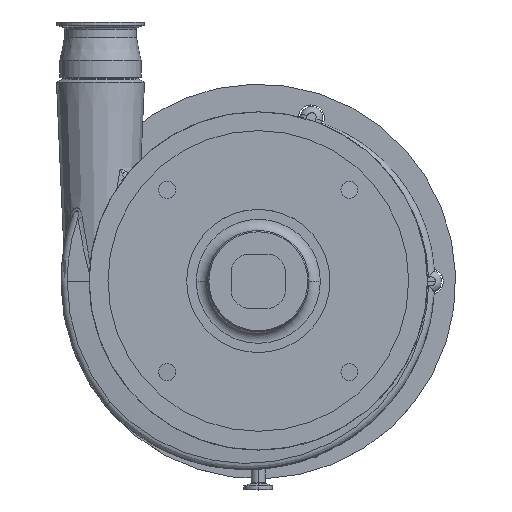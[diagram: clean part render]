
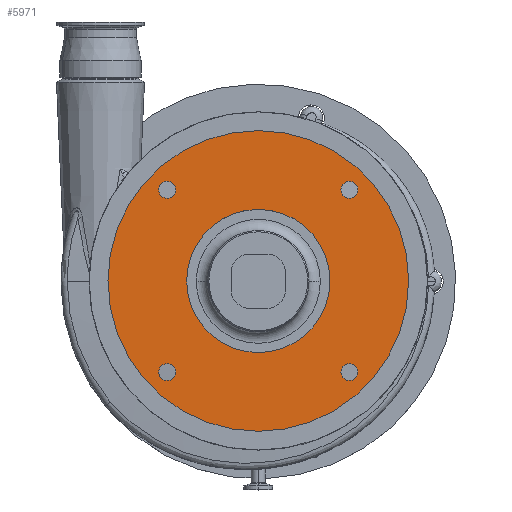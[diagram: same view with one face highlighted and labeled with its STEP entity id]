
A CAD part, top view. The second image highlights one B-rep face of the part: STEP entity #5971.
In plain terms, the highlighted planar face has unit normal (0, 0, 1).
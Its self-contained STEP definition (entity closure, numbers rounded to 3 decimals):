
#352 = ORIENTED_EDGE ( 'NONE', *, *, #6855, .T. ) ;
#432 = ORIENTED_EDGE ( 'NONE', *, *, #8643, .T. ) ;
#518 = DIRECTION ( 'NONE',  ( 1., 0., 0. ) ) ;
#646 = ORIENTED_EDGE ( 'NONE', *, *, #2965, .T. ) ;
#650 = DIRECTION ( 'NONE',  ( 0., 0., -1. ) ) ;
#684 = VERTEX_POINT ( 'NONE', #744 ) ;
#722 = VERTEX_POINT ( 'NONE', #10914 ) ;
#744 = CARTESIAN_POINT ( 'NONE',  ( 88.322, 80.822, 219.5 ) ) ;
#1264 = AXIS2_PLACEMENT_3D ( 'NONE', #4814, #12034, #8621 ) ;
#1516 = FACE_BOUND ( 'NONE', #11908, .T. ) ;
#1739 = DIRECTION ( 'NONE',  ( 0., 0., -1. ) ) ;
#2217 = CARTESIAN_POINT ( 'NONE',  ( -80.822, -80.822, 219.5 ) ) ;
#2517 = CARTESIAN_POINT ( 'NONE',  ( 0., 0., 219.5 ) ) ;
#2547 = CARTESIAN_POINT ( 'NONE',  ( -133.35, 0., 219.5 ) ) ;
#2749 = CARTESIAN_POINT ( 'NONE',  ( -88.322, -80.822, 219.5 ) ) ;
#2758 = FACE_BOUND ( 'NONE', #3332, .T. ) ;
#2861 = CIRCLE ( 'NONE', #11945, 7.5 ) ;
#2965 = EDGE_CURVE ( 'NONE', #684, #722, #13824, .T. ) ;
#3196 = CARTESIAN_POINT ( 'NONE',  ( 0., 0., 219.5 ) ) ;
#3274 = DIRECTION ( 'NONE',  ( 1., 0., 0. ) ) ;
#3277 = DIRECTION ( 'NONE',  ( 1., 0., 0. ) ) ;
#3289 = DIRECTION ( 'NONE',  ( 1., 0., 0. ) ) ;
#3332 = EDGE_LOOP ( 'NONE', ( #3432, #13100 ) ) ;
#3375 = ORIENTED_EDGE ( 'NONE', *, *, #9980, .T. ) ;
#3396 = CARTESIAN_POINT ( 'NONE',  ( -73.322, 80.822, 219.5 ) ) ;
#3406 = CARTESIAN_POINT ( 'NONE',  ( 73.322, -80.822, 219.5 ) ) ;
#3432 = ORIENTED_EDGE ( 'NONE', *, *, #8624, .T. ) ;
#3556 = CARTESIAN_POINT ( 'NONE',  ( 0., 0., 219.5 ) ) ;
#3613 = ORIENTED_EDGE ( 'NONE', *, *, #15451, .T. ) ;
#3649 = DIRECTION ( 'NONE',  ( 0., 0., 1. ) ) ;
#3711 = VERTEX_POINT ( 'NONE', #3396 ) ;
#3790 = VERTEX_POINT ( 'NONE', #2749 ) ;
#3894 = CARTESIAN_POINT ( 'NONE',  ( 80.822, -80.822, 219.5 ) ) ;
#3900 = AXIS2_PLACEMENT_3D ( 'NONE', #2517, #3649, #5123 ) ;
#3986 = FACE_BOUND ( 'NONE', #4751, .T. ) ;
#4088 = DIRECTION ( 'NONE',  ( 1., 0., 0. ) ) ;
#4218 = EDGE_CURVE ( 'NONE', #8987, #9009, #4237, .T. ) ;
#4237 = CIRCLE ( 'NONE', #6059, 63.5 ) ;
#4437 = CIRCLE ( 'NONE', #10647, 7.5 ) ;
#4506 = CARTESIAN_POINT ( 'NONE',  ( 88.322, -80.822, 219.5 ) ) ;
#4533 = DIRECTION ( 'NONE',  ( 0., 0., -1. ) ) ;
#4751 = EDGE_LOOP ( 'NONE', ( #432, #6602 ) ) ;
#4814 = CARTESIAN_POINT ( 'NONE',  ( 80.822, 80.822, 219.5 ) ) ;
#5123 = DIRECTION ( 'NONE',  ( 1., 0., 0. ) ) ;
#5199 = CIRCLE ( 'NONE', #14527, 133.35 ) ;
#5257 = AXIS2_PLACEMENT_3D ( 'NONE', #7713, #13793, #11349 ) ;
#5339 = DIRECTION ( 'NONE',  ( 0., 0., -1. ) ) ;
#5726 = VERTEX_POINT ( 'NONE', #4506 ) ;
#5856 = AXIS2_PLACEMENT_3D ( 'NONE', #11816, #8076, #3277 ) ;
#5951 = VERTEX_POINT ( 'NONE', #3406 ) ;
#5971 = ADVANCED_FACE ( 'NONE', ( #10880, #3986, #7412, #2758, #1516, #13663 ), #10142, .T. ) ;
#6059 = AXIS2_PLACEMENT_3D ( 'NONE', #9377, #5339, #14343 ) ;
#6602 = ORIENTED_EDGE ( 'NONE', *, *, #7389, .T. ) ;
#6695 = ORIENTED_EDGE ( 'NONE', *, *, #15155, .T. ) ;
#6855 = EDGE_CURVE ( 'NONE', #722, #684, #13995, .T. ) ;
#6888 = CARTESIAN_POINT ( 'NONE',  ( -80.822, 80.822, 219.5 ) ) ;
#6901 = VERTEX_POINT ( 'NONE', #7176 ) ;
#6976 = CARTESIAN_POINT ( 'NONE',  ( -80.822, 80.822, 219.5 ) ) ;
#7176 = CARTESIAN_POINT ( 'NONE',  ( -88.322, 80.822, 219.5 ) ) ;
#7194 = DIRECTION ( 'NONE',  ( 0., 0., -1. ) ) ;
#7389 = EDGE_CURVE ( 'NONE', #3790, #13640, #10626, .T. ) ;
#7412 = FACE_OUTER_BOUND ( 'NONE', #15147, .T. ) ;
#7418 = CIRCLE ( 'NONE', #5856, 133.35 ) ;
#7442 = EDGE_CURVE ( 'NONE', #10150, #15476, #5199, .T. ) ;
#7653 = DIRECTION ( 'NONE',  ( 1., 0., 0. ) ) ;
#7680 = CIRCLE ( 'NONE', #14936, 7.5 ) ;
#7713 = CARTESIAN_POINT ( 'NONE',  ( 80.822, 80.822, 219.5 ) ) ;
#8076 = DIRECTION ( 'NONE',  ( 0., 0., 1. ) ) ;
#8146 = DIRECTION ( 'NONE',  ( 1., 0., 0. ) ) ;
#8621 = DIRECTION ( 'NONE',  ( 1., 0., 0. ) ) ;
#8624 = EDGE_CURVE ( 'NONE', #5726, #5951, #4437, .T. ) ;
#8643 = EDGE_CURVE ( 'NONE', #13640, #3790, #2861, .T. ) ;
#8761 = EDGE_CURVE ( 'NONE', #9009, #8987, #13004, .T. ) ;
#8772 = CARTESIAN_POINT ( 'NONE',  ( 63.5, 0., 219.5 ) ) ;
#8987 = VERTEX_POINT ( 'NONE', #8772 ) ;
#9009 = VERTEX_POINT ( 'NONE', #15493 ) ;
#9127 = CIRCLE ( 'NONE', #14546, 7.5 ) ;
#9181 = EDGE_LOOP ( 'NONE', ( #15906, #9840 ) ) ;
#9368 = AXIS2_PLACEMENT_3D ( 'NONE', #3556, #11035, #8146 ) ;
#9377 = CARTESIAN_POINT ( 'NONE',  ( 0., 0., 219.5 ) ) ;
#9522 = DIRECTION ( 'NONE',  ( 1., 0., 0. ) ) ;
#9730 = DIRECTION ( 'NONE',  ( 1., 0., 0. ) ) ;
#9840 = ORIENTED_EDGE ( 'NONE', *, *, #4218, .T. ) ;
#9980 = EDGE_CURVE ( 'NONE', #3711, #6901, #9127, .T. ) ;
#10142 = PLANE ( 'NONE',  #3900 ) ;
#10150 = VERTEX_POINT ( 'NONE', #2547 ) ;
#10626 = CIRCLE ( 'NONE', #16080, 7.5 ) ;
#10647 = AXIS2_PLACEMENT_3D ( 'NONE', #11800, #650, #4088 ) ;
#10880 = FACE_BOUND ( 'NONE', #9181, .T. ) ;
#10914 = CARTESIAN_POINT ( 'NONE',  ( 73.322, 80.822, 219.5 ) ) ;
#10951 = DIRECTION ( 'NONE',  ( 0., 0., -1. ) ) ;
#11035 = DIRECTION ( 'NONE',  ( 0., 0., -1. ) ) ;
#11048 = EDGE_CURVE ( 'NONE', #5951, #5726, #11193, .T. ) ;
#11193 = CIRCLE ( 'NONE', #14315, 7.5 ) ;
#11349 = DIRECTION ( 'NONE',  ( 1., 0., 0. ) ) ;
#11716 = ORIENTED_EDGE ( 'NONE', *, *, #7442, .T. ) ;
#11800 = CARTESIAN_POINT ( 'NONE',  ( 80.822, -80.822, 219.5 ) ) ;
#11816 = CARTESIAN_POINT ( 'NONE',  ( 0., 0., 219.5 ) ) ;
#11908 = EDGE_LOOP ( 'NONE', ( #3375, #6695 ) ) ;
#11945 = AXIS2_PLACEMENT_3D ( 'NONE', #14775, #10951, #9730 ) ;
#12034 = DIRECTION ( 'NONE',  ( 0., 0., -1. ) ) ;
#13004 = CIRCLE ( 'NONE', #9368, 63.5 ) ;
#13037 = CARTESIAN_POINT ( 'NONE',  ( 133.35, 0., 219.5 ) ) ;
#13100 = ORIENTED_EDGE ( 'NONE', *, *, #11048, .T. ) ;
#13424 = CARTESIAN_POINT ( 'NONE',  ( -73.322, -80.822, 219.5 ) ) ;
#13640 = VERTEX_POINT ( 'NONE', #13424 ) ;
#13663 = FACE_BOUND ( 'NONE', #14317, .T. ) ;
#13732 = DIRECTION ( 'NONE',  ( 0., 0., -1. ) ) ;
#13793 = DIRECTION ( 'NONE',  ( 0., 0., -1. ) ) ;
#13824 = CIRCLE ( 'NONE', #5257, 7.5 ) ;
#13995 = CIRCLE ( 'NONE', #1264, 7.5 ) ;
#14315 = AXIS2_PLACEMENT_3D ( 'NONE', #3894, #13732, #7653 ) ;
#14317 = EDGE_LOOP ( 'NONE', ( #646, #352 ) ) ;
#14343 = DIRECTION ( 'NONE',  ( 1., 0., 0. ) ) ;
#14527 = AXIS2_PLACEMENT_3D ( 'NONE', #3196, #15867, #3274 ) ;
#14546 = AXIS2_PLACEMENT_3D ( 'NONE', #6888, #1739, #3289 ) ;
#14775 = CARTESIAN_POINT ( 'NONE',  ( -80.822, -80.822, 219.5 ) ) ;
#14936 = AXIS2_PLACEMENT_3D ( 'NONE', #6976, #4533, #518 ) ;
#15147 = EDGE_LOOP ( 'NONE', ( #3613, #11716 ) ) ;
#15155 = EDGE_CURVE ( 'NONE', #6901, #3711, #7680, .T. ) ;
#15451 = EDGE_CURVE ( 'NONE', #15476, #10150, #7418, .T. ) ;
#15476 = VERTEX_POINT ( 'NONE', #13037 ) ;
#15493 = CARTESIAN_POINT ( 'NONE',  ( -63.5, 0., 219.5 ) ) ;
#15867 = DIRECTION ( 'NONE',  ( 0., 0., 1. ) ) ;
#15906 = ORIENTED_EDGE ( 'NONE', *, *, #8761, .T. ) ;
#16080 = AXIS2_PLACEMENT_3D ( 'NONE', #2217, #7194, #9522 ) ;
